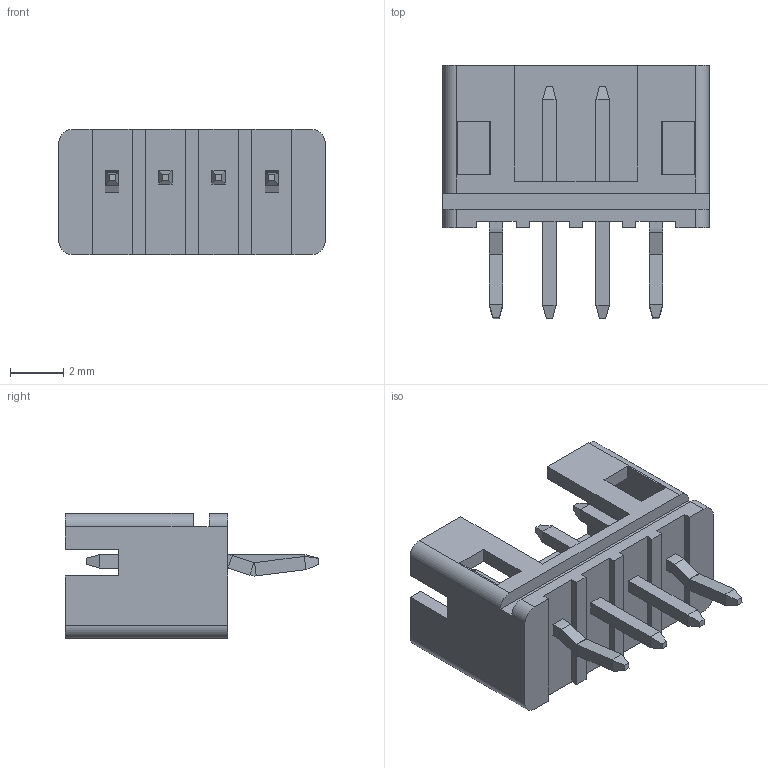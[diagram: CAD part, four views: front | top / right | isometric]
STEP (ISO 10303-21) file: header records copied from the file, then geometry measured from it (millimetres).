
FILE_DESCRIPTION (( 'STEP AP203' ), '1' );
FILE_NAME ('140-504-415-001.STEP', '2020-03-31T19:20:45', ( '' ), ( '' ), 'SwSTEP 2.0', 'SolidWorks 2016', '' );
FILE_SCHEMA (( 'CONFIG_CONTROL_DESIGN' ));
Length unit declared in the file: millimetre
Products named in the file (4): 140-504-415-001; V Contact_Str; V Housing_504; V Contact_Kink
Assembly tree (5 placements, depth 2):
  140-504-415-001
    V Housing_504
    V Contact_Kink  x2
    V Contact_Str  x2
Bounding box: 10 x 9.51 x 4.7 mm (x, y, z)
Volume: 119.3 mm3; surface area: 439.8 mm2
Topology: 5 solids, 5 shells, 158 faces, 394 edges, 244 vertices
Faces by surface type: plane 140, cylinder 16, bspline 2
Entity records: 3995 total; most frequent: CARTESIAN_POINT 653, ORIENTED_EDGE 606, DIRECTION 571, EDGE_CURVE 303, VECTOR 279, LINE 279, VERTEX_POINT 192, AXIS2_PLACEMENT_3D 146
